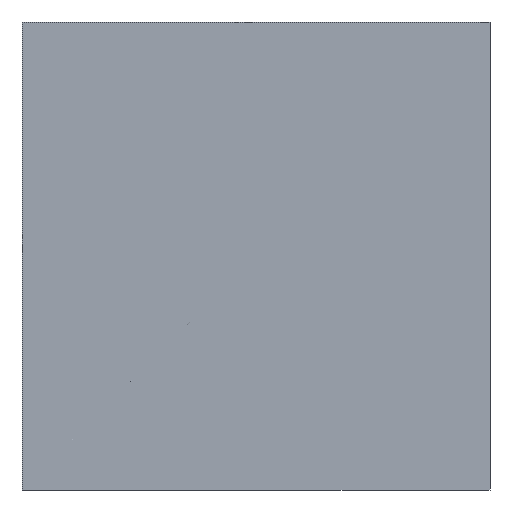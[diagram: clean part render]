
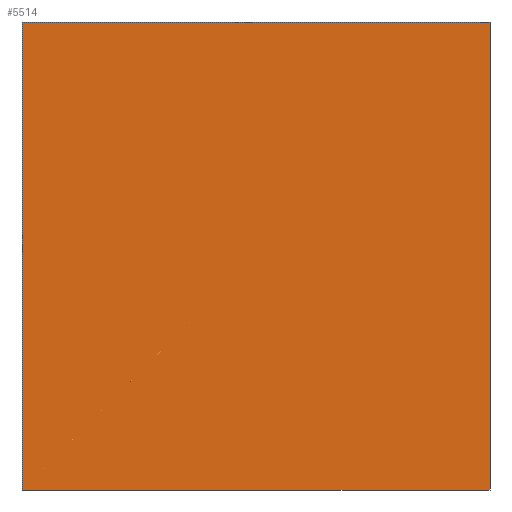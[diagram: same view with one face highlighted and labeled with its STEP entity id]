
A CAD part, front view. The second image highlights one B-rep face of the part: STEP entity #5514.
In plain terms, the highlighted planar face has unit normal (0, -1, 0).
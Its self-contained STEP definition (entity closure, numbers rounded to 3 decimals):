
#598 = VERTEX_POINT ( 'NONE', #2372 ) ;
#794 = EDGE_CURVE ( 'NONE', #2730, #598, #2560, .T. ) ;
#888 = ORIENTED_EDGE ( 'NONE', *, *, #2378, .F. ) ;
#1028 = CARTESIAN_POINT ( 'NONE',  ( 14., 0., 14. ) ) ;
#1169 = DIRECTION ( 'NONE',  ( 0., 0., 1. ) ) ;
#1411 = AXIS2_PLACEMENT_3D ( 'NONE', #5771, #2134, #8680 ) ;
#1502 = VERTEX_POINT ( 'NONE', #1703 ) ;
#1703 = CARTESIAN_POINT ( 'NONE',  ( 14., 0., -14. ) ) ;
#1894 = ORIENTED_EDGE ( 'NONE', *, *, #2457, .F. ) ;
#2094 = FACE_OUTER_BOUND ( 'NONE', #3164, .T. ) ;
#2134 = DIRECTION ( 'NONE',  ( 0., 1., 0. ) ) ;
#2277 = LINE ( 'NONE', #1028, #5898 ) ;
#2372 = CARTESIAN_POINT ( 'NONE',  ( -14., 0., 14. ) ) ;
#2378 = EDGE_CURVE ( 'NONE', #598, #7413, #2277, .T. ) ;
#2457 = EDGE_CURVE ( 'NONE', #1502, #2730, #3761, .T. ) ;
#2560 = LINE ( 'NONE', #5467, #4215 ) ;
#2730 = VERTEX_POINT ( 'NONE', #5658 ) ;
#3164 = EDGE_LOOP ( 'NONE', ( #6933, #1894, #4586, #888 ) ) ;
#3187 = CARTESIAN_POINT ( 'NONE',  ( 14., 0., -14. ) ) ;
#3761 = LINE ( 'NONE', #3187, #5591 ) ;
#3874 = VECTOR ( 'NONE', #6965, 1000. ) ;
#4215 = VECTOR ( 'NONE', #1169, 1000. ) ;
#4472 = DIRECTION ( 'NONE',  ( -1., 0., 0. ) ) ;
#4586 = ORIENTED_EDGE ( 'NONE', *, *, #8107, .F. ) ;
#4767 = LINE ( 'NONE', #5585, #3874 ) ;
#5467 = CARTESIAN_POINT ( 'NONE',  ( -14., 0., 14. ) ) ;
#5514 = ADVANCED_FACE ( 'NONE', ( #2094 ), #5723, .F. ) ;
#5585 = CARTESIAN_POINT ( 'NONE',  ( 14., 0., 14. ) ) ;
#5591 = VECTOR ( 'NONE', #4472, 1000. ) ;
#5658 = CARTESIAN_POINT ( 'NONE',  ( -14., 0., -14. ) ) ;
#5723 = PLANE ( 'NONE',  #1411 ) ;
#5771 = CARTESIAN_POINT ( 'NONE',  ( 0., 0., 0. ) ) ;
#5898 = VECTOR ( 'NONE', #5997, 1000. ) ;
#5997 = DIRECTION ( 'NONE',  ( 1., 0., 0. ) ) ;
#6933 = ORIENTED_EDGE ( 'NONE', *, *, #794, .F. ) ;
#6965 = DIRECTION ( 'NONE',  ( 0., 0., -1. ) ) ;
#7413 = VERTEX_POINT ( 'NONE', #9187 ) ;
#8107 = EDGE_CURVE ( 'NONE', #7413, #1502, #4767, .T. ) ;
#8680 = DIRECTION ( 'NONE',  ( 0., 0., 1. ) ) ;
#9187 = CARTESIAN_POINT ( 'NONE',  ( 14., 0., 14. ) ) ;
